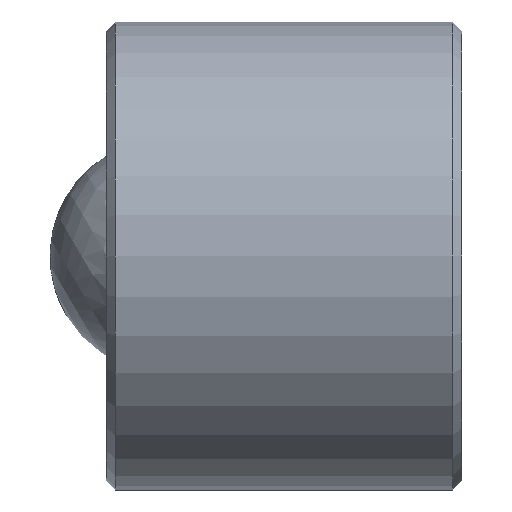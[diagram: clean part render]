
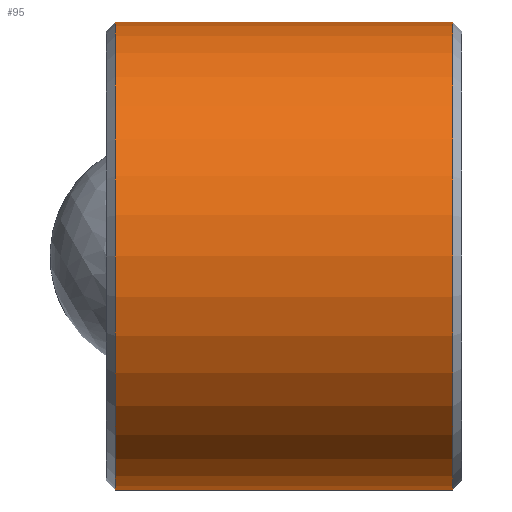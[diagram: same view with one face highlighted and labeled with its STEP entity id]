
A CAD part, left-side view. The second image highlights one B-rep face of the part: STEP entity #95.
In plain terms, the highlighted cylindrical face has radius 25.4 mm (diameter 50.8 mm), a partial arc.
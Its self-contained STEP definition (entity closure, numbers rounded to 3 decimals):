
#4 = ORIENTED_EDGE ( 'NONE', *, *, #150, .F. ) ;
#12 = ORIENTED_EDGE ( 'NONE', *, *, #210, .T. ) ;
#24 = ORIENTED_EDGE ( 'NONE', *, *, #47, .T. ) ;
#25 = AXIS2_PLACEMENT_3D ( 'NONE', #161, #243, #116 ) ;
#26 = CARTESIAN_POINT ( 'NONE',  ( 0., 1., 0. ) ) ;
#36 = VERTEX_POINT ( 'NONE', #133 ) ;
#37 = ORIENTED_EDGE ( 'NONE', *, *, #219, .T. ) ;
#38 = CARTESIAN_POINT ( 'NONE',  ( 0., 1., 25.4 ) ) ;
#47 = EDGE_CURVE ( 'NONE', #208, #261, #172, .T. ) ;
#49 = CARTESIAN_POINT ( 'NONE',  ( 0., 44.7, -25.4 ) ) ;
#51 = FACE_OUTER_BOUND ( 'NONE', #77, .T. ) ;
#66 = DIRECTION ( 'NONE',  ( 0., 1., 0. ) ) ;
#67 = AXIS2_PLACEMENT_3D ( 'NONE', #241, #262, #145 ) ;
#74 = CARTESIAN_POINT ( 'NONE',  ( 0., 37.6, 25.4 ) ) ;
#77 = EDGE_LOOP ( 'NONE', ( #4, #24, #12, #37 ) ) ;
#80 = VERTEX_POINT ( 'NONE', #74 ) ;
#95 = ADVANCED_FACE ( 'NONE', ( #51 ), #127, .T. ) ;
#108 = DIRECTION ( 'NONE',  ( 0., 1., 0. ) ) ;
#116 = DIRECTION ( 'NONE',  ( 0., 0., 1. ) ) ;
#127 = CYLINDRICAL_SURFACE ( 'NONE', #25, 25.4 ) ;
#133 = CARTESIAN_POINT ( 'NONE',  ( 0., 37.6, -25.4 ) ) ;
#145 = DIRECTION ( 'NONE',  ( 0., 0., 1. ) ) ;
#150 = EDGE_CURVE ( 'NONE', #208, #36, #195, .T. ) ;
#153 = DIRECTION ( 'NONE',  ( 0., 0., 1. ) ) ;
#156 = VECTOR ( 'NONE', #194, 1000. ) ;
#159 = CARTESIAN_POINT ( 'NONE',  ( 0., 1., -25.4 ) ) ;
#161 = CARTESIAN_POINT ( 'NONE',  ( 0., 44.7, 0. ) ) ;
#172 = CIRCLE ( 'NONE', #203, 25.4 ) ;
#194 = DIRECTION ( 'NONE',  ( 0., 1., 0. ) ) ;
#195 = LINE ( 'NONE', #49, #156 ) ;
#201 = CARTESIAN_POINT ( 'NONE',  ( 0., 44.7, 25.4 ) ) ;
#203 = AXIS2_PLACEMENT_3D ( 'NONE', #26, #66, #153 ) ;
#205 = LINE ( 'NONE', #201, #266 ) ;
#208 = VERTEX_POINT ( 'NONE', #159 ) ;
#210 = EDGE_CURVE ( 'NONE', #261, #80, #205, .T. ) ;
#219 = EDGE_CURVE ( 'NONE', #80, #36, #249, .T. ) ;
#241 = CARTESIAN_POINT ( 'NONE',  ( 0., 37.6, 0. ) ) ;
#243 = DIRECTION ( 'NONE',  ( 0., 1., 0. ) ) ;
#249 = CIRCLE ( 'NONE', #67, 25.4 ) ;
#261 = VERTEX_POINT ( 'NONE', #38 ) ;
#262 = DIRECTION ( 'NONE',  ( 0., -1., 0. ) ) ;
#266 = VECTOR ( 'NONE', #108, 1000. ) ;
